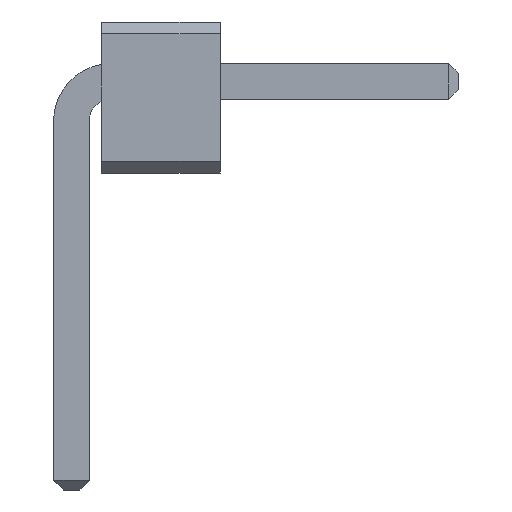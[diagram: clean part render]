
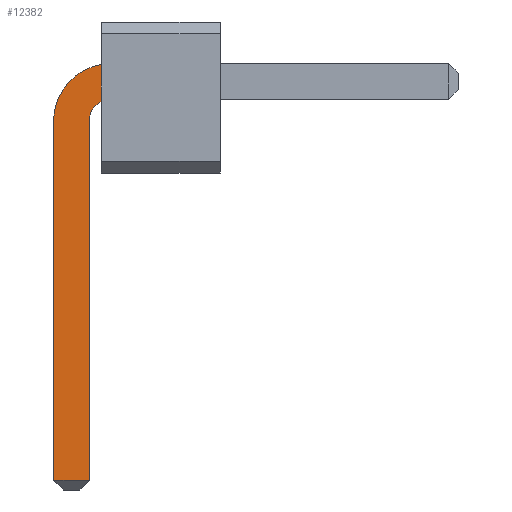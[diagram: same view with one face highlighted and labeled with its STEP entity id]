
A CAD part, front view. The second image highlights one B-rep face of the part: STEP entity #12382.
In plain terms, the highlighted planar face has unit normal (0, -1, 0).
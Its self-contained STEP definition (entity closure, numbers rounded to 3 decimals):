
#4214 = VERTEX_POINT('',#4215);
#4215 = CARTESIAN_POINT('',(0.25,-25.15,0.779));
#4223 = EDGE_CURVE('',#4214,#4224,#4226,.T.);
#4224 = VERTEX_POINT('',#4225);
#4225 = CARTESIAN_POINT('',(0.25,-25.15,0.467));
#4226 = LINE('',#4227,#4228);
#4227 = CARTESIAN_POINT('',(0.25,-25.15,0.1));
#4228 = VECTOR('',#4229,1.);
#4229 = DIRECTION('',(0.,0.,-1.));
#12297 = VERTEX_POINT('',#12298);
#12298 = CARTESIAN_POINT('',(-0.15,-25.15,0.335));
#12304 = EDGE_CURVE('',#12297,#4214,#12305,.T.);
#12305 = CIRCLE('',#12306,0.485);
#12306 = AXIS2_PLACEMENT_3D('',#12307,#12308,#12309);
#12307 = CARTESIAN_POINT('',(0.333,-25.15,0.302));
#12308 = DIRECTION('',(0.,1.,0.));
#12309 = DIRECTION('',(-0.998,0.,
0.069));
#12363 = EDGE_CURVE('',#4224,#12364,#12366,.T.);
#12364 = VERTEX_POINT('',#12365);
#12365 = CARTESIAN_POINT('',(0.15,-25.15,0.335));
#12366 = CIRCLE('',#12367,0.194);
#12367 = AXIS2_PLACEMENT_3D('',#12368,#12369,#12370);
#12368 = CARTESIAN_POINT('',(0.34,-25.15,0.295));
#12369 = DIRECTION('',(0.,-1.,0.));
#12370 = DIRECTION('',(-0.207,0.,0.978
));
#12382 = ADVANCED_FACE('',(#12383),#12410,.F.);
#12383 = FACE_BOUND('',#12384,.F.);
#12384 = EDGE_LOOP('',(#12385,#12386,#12387,#12395,#12403,#12409));
#12385 = ORIENTED_EDGE('',*,*,#4223,.T.);
#12386 = ORIENTED_EDGE('',*,*,#12363,.T.);
#12387 = ORIENTED_EDGE('',*,*,#12388,.T.);
#12388 = EDGE_CURVE('',#12364,#12389,#12391,.T.);
#12389 = VERTEX_POINT('',#12390);
#12390 = CARTESIAN_POINT('',(0.15,-25.15,-2.72));
#12391 = LINE('',#12392,#12393);
#12392 = CARTESIAN_POINT('',(0.15,-25.15,0.335));
#12393 = VECTOR('',#12394,1.);
#12394 = DIRECTION('',(0.,0.,-1.));
#12395 = ORIENTED_EDGE('',*,*,#12396,.T.);
#12396 = EDGE_CURVE('',#12389,#12397,#12399,.T.);
#12397 = VERTEX_POINT('',#12398);
#12398 = CARTESIAN_POINT('',(-0.15,-25.15,-2.72));
#12399 = LINE('',#12400,#12401);
#12400 = CARTESIAN_POINT('',(0.15,-25.15,-2.72));
#12401 = VECTOR('',#12402,1.);
#12402 = DIRECTION('',(-1.,0.,0.));
#12403 = ORIENTED_EDGE('',*,*,#12404,.T.);
#12404 = EDGE_CURVE('',#12397,#12297,#12405,.T.);
#12405 = LINE('',#12406,#12407);
#12406 = CARTESIAN_POINT('',(-0.15,-25.15,-2.8));
#12407 = VECTOR('',#12408,1.);
#12408 = DIRECTION('',(0.,0.,1.));
#12409 = ORIENTED_EDGE('',*,*,#12304,.T.);
#12410 = PLANE('',#12411);
#12411 = AXIS2_PLACEMENT_3D('',#12412,#12413,#12414);
#12412 = CARTESIAN_POINT('',(0.841,-25.15,-0.301));
#12413 = DIRECTION('',(0.,1.,-0.));
#12414 = DIRECTION('',(0.,0.,-1.));
